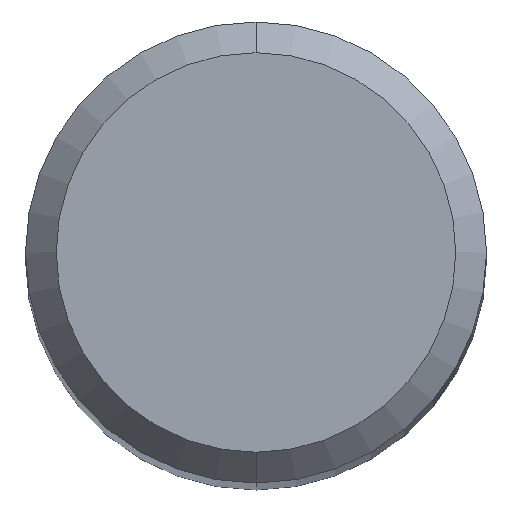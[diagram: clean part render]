
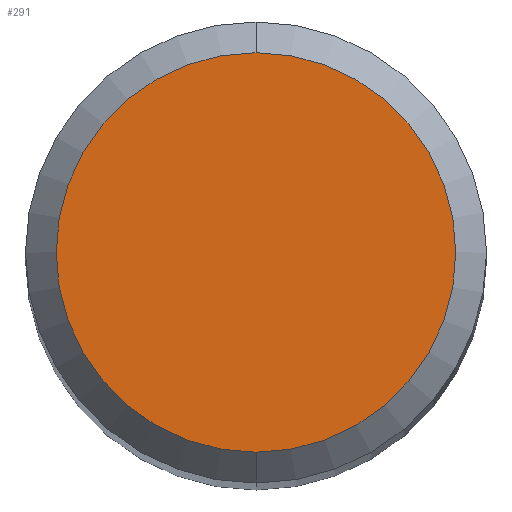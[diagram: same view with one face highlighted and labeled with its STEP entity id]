
A CAD part, top view. The second image highlights one B-rep face of the part: STEP entity #291.
In plain terms, the highlighted planar face has unit normal (0, 0, 1).
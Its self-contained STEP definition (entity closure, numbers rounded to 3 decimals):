
#191=VERTEX_POINT('',#491);
#211=EDGE_CURVE('',#427,#191,#512,.T.);
#291=ADVANCED_FACE('',(#601),#602,.T.);
#349=EDGE_CURVE('',#191,#427,#666,.T.);
#427=VERTEX_POINT('',#751);
#491=CARTESIAN_POINT('',(0.,-2.6,0.0));
#512=CIRCLE('',#947,2.6);
#601=FACE_OUTER_BOUND('',#1114,.T.);
#602=PLANE('',#1115);
#666=CIRCLE('',#1206,2.6);
#751=CARTESIAN_POINT('',(0.0,2.6,0.0));
#947=AXIS2_PLACEMENT_3D('',#1442,#1443,#1444);
#1114=EDGE_LOOP('',(#1544,#1545));
#1115=AXIS2_PLACEMENT_3D('',#1546,#1547,#1548);
#1206=AXIS2_PLACEMENT_3D('',#1621,#1622,#1623);
#1442=CARTESIAN_POINT('',(0.0,0.0,0.0));
#1443=DIRECTION('',(0.0,0.0,-1.0));
#1444=DIRECTION('',(0.0,1.0,0.0));
#1544=ORIENTED_EDGE('',*,*,#211,.F.);
#1545=ORIENTED_EDGE('',*,*,#349,.F.);
#1546=CARTESIAN_POINT('',(0.0,1.3,0.0));
#1547=DIRECTION('',(-0.0,0.0,1.0));
#1548=DIRECTION('',(0.0,-1.0,0.0));
#1621=CARTESIAN_POINT('',(0.0,0.0,0.0));
#1622=DIRECTION('',(0.0,0.0,-1.0));
#1623=DIRECTION('',(0.0,1.0,0.0));
